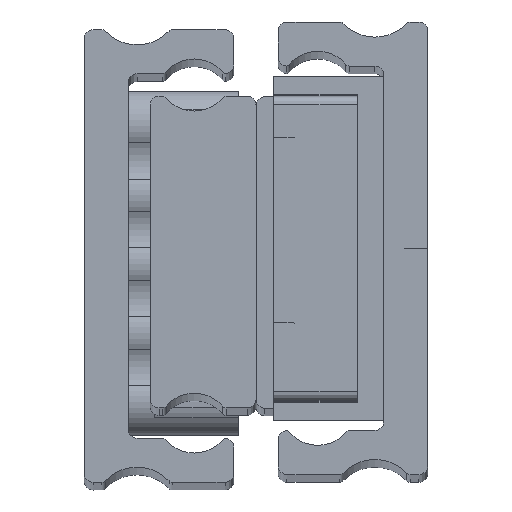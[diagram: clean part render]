
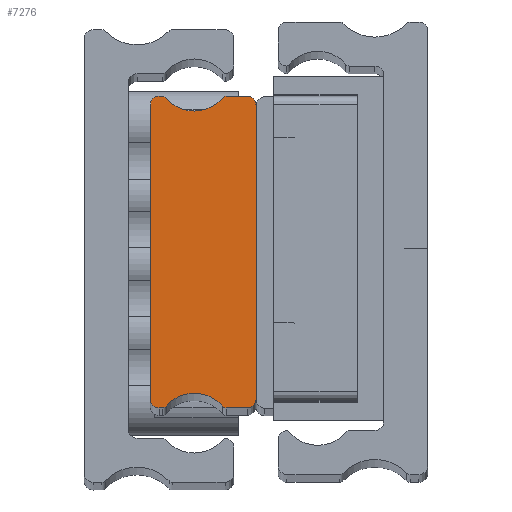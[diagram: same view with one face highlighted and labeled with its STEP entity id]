
A CAD part, top view. The second image highlights one B-rep face of the part: STEP entity #7276.
In plain terms, the highlighted planar face has unit normal (0, 0, 1).
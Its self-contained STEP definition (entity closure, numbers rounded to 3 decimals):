
#33 = EDGE_CURVE ( 'NONE', #3742, #5946, #3310, .T. ) ;
#79 = VERTEX_POINT ( 'NONE', #2340 ) ;
#137 = CARTESIAN_POINT ( 'NONE',  ( -12., 16.687, 0. ) ) ;
#142 = DIRECTION ( 'NONE',  ( 0., 0., 1. ) ) ;
#212 = AXIS2_PLACEMENT_3D ( 'NONE', #6268, #6226, #372 ) ;
#234 = DIRECTION ( 'NONE',  ( 0., 0., 1. ) ) ;
#281 = CIRCLE ( 'NONE', #3331, 1. ) ;
#318 = EDGE_CURVE ( 'NONE', #2654, #3742, #5510, .T. ) ;
#319 = ORIENTED_EDGE ( 'NONE', *, *, #5184, .T. ) ;
#370 = CIRCLE ( 'NONE', #5753, 0.5 ) ;
#372 = DIRECTION ( 'NONE',  ( 1., 0., 0. ) ) ;
#384 = EDGE_CURVE ( 'NONE', #3376, #4288, #6807, .T. ) ;
#748 = CIRCLE ( 'NONE', #1732, 1. ) ;
#780 = EDGE_CURVE ( 'NONE', #6863, #6695, #2527, .T. ) ;
#840 = EDGE_CURVE ( 'NONE', #1887, #3376, #7060, .T. ) ;
#862 = AXIS2_PLACEMENT_3D ( 'NONE', #4610, #5754, #2842 ) ;
#940 = VERTEX_POINT ( 'NONE', #2980 ) ;
#986 = CARTESIAN_POINT ( 'NONE',  ( -10.603, 17.187, 0. ) ) ;
#994 = ORIENTED_EDGE ( 'NONE', *, *, #6944, .T. ) ;
#997 = DIRECTION ( 'NONE',  ( 1., 0., 0. ) ) ;
#1028 = CARTESIAN_POINT ( 'NONE',  ( -11., -17.687, 0. ) ) ;
#1067 = VERTEX_POINT ( 'NONE', #137 ) ;
#1158 = DIRECTION ( 'NONE',  ( 0., 1., 0. ) ) ;
#1309 = CARTESIAN_POINT ( 'NONE',  ( -11., -16.688, 0. ) ) ;
#1327 = EDGE_CURVE ( 'NONE', #5811, #5182, #6444, .T. ) ;
#1449 = ORIENTED_EDGE ( 'NONE', *, *, #33, .T. ) ;
#1527 = DIRECTION ( 'NONE',  ( 0., 0., -1. ) ) ;
#1528 = DIRECTION ( 'NONE',  ( 0., 0., 1. ) ) ;
#1616 = EDGE_CURVE ( 'NONE', #6695, #1887, #6446, .T. ) ;
#1732 = AXIS2_PLACEMENT_3D ( 'NONE', #6361, #7392, #6211 ) ;
#1745 = CARTESIAN_POINT ( 'NONE',  ( -3.808, 17.473, 0. ) ) ;
#1799 = DIRECTION ( 'NONE',  ( 1., 0., 0. ) ) ;
#1887 = VERTEX_POINT ( 'NONE', #1937 ) ;
#1937 = CARTESIAN_POINT ( 'NONE',  ( -3.808, -17.473, 0. ) ) ;
#2084 = EDGE_CURVE ( 'NONE', #5182, #6863, #5011, .T. ) ;
#2085 = CARTESIAN_POINT ( 'NONE',  ( -3.397, -17.187, 0. ) ) ;
#2127 = DIRECTION ( 'NONE',  ( 1., 0., 0. ) ) ;
#2194 = AXIS2_PLACEMENT_3D ( 'NONE', #6555, #234, #2555 ) ;
#2200 = DIRECTION ( 'NONE',  ( 1., 0., 0. ) ) ;
#2220 = CARTESIAN_POINT ( 'NONE',  ( -11., -17.687, 0. ) ) ;
#2222 = CARTESIAN_POINT ( 'NONE',  ( -12., 16.687, 0. ) ) ;
#2232 = VECTOR ( 'NONE', #5962, 1000. ) ;
#2287 = ORIENTED_EDGE ( 'NONE', *, *, #6395, .T. ) ;
#2339 = ORIENTED_EDGE ( 'NONE', *, *, #318, .T. ) ;
#2340 = CARTESIAN_POINT ( 'NONE',  ( -1., 17.688, 0. ) ) ;
#2378 = DIRECTION ( 'NONE',  ( 0., 0., 1. ) ) ;
#2470 = DIRECTION ( 'NONE',  ( 1., 0., 0. ) ) ;
#2489 = VERTEX_POINT ( 'NONE', #4776 ) ;
#2527 = CIRCLE ( 'NONE', #212, 0.5 ) ;
#2555 = DIRECTION ( 'NONE',  ( 1., 0., 0. ) ) ;
#2654 = VERTEX_POINT ( 'NONE', #7513 ) ;
#2842 = DIRECTION ( 'NONE',  ( 1., 0., 0. ) ) ;
#2874 = CARTESIAN_POINT ( 'NONE',  ( -1., -16.687, 0. ) ) ;
#2980 = CARTESIAN_POINT ( 'NONE',  ( -10.603, 17.687, 0. ) ) ;
#3029 = ORIENTED_EDGE ( 'NONE', *, *, #2084, .T. ) ;
#3060 = PLANE ( 'NONE',  #6053 ) ;
#3169 = ORIENTED_EDGE ( 'NONE', *, *, #1327, .T. ) ;
#3184 = EDGE_CURVE ( 'NONE', #5946, #940, #370, .T. ) ;
#3235 = AXIS2_PLACEMENT_3D ( 'NONE', #5749, #1528, #997 ) ;
#3244 = LINE ( 'NONE', #6829, #6248 ) ;
#3310 = CIRCLE ( 'NONE', #862, 4.22 ) ;
#3331 = AXIS2_PLACEMENT_3D ( 'NONE', #2874, #7012, #1799 ) ;
#3343 = LINE ( 'NONE', #4728, #6040 ) ;
#3369 = CARTESIAN_POINT ( 'NONE',  ( -3.397, -17.688, 0. ) ) ;
#3376 = VERTEX_POINT ( 'NONE', #6464 ) ;
#3389 = CARTESIAN_POINT ( 'NONE',  ( 0., 16.687, 0. ) ) ;
#3551 = DIRECTION ( 'NONE',  ( 1., 0., 0. ) ) ;
#3599 = VERTEX_POINT ( 'NONE', #3389 ) ;
#3722 = EDGE_CURVE ( 'NONE', #79, #2654, #3244, .T. ) ;
#3742 = VERTEX_POINT ( 'NONE', #1745 ) ;
#3758 = AXIS2_PLACEMENT_3D ( 'NONE', #2085, #5812, #3551 ) ;
#3813 = DIRECTION ( 'NONE',  ( -1., 0., 0. ) ) ;
#3891 = ORIENTED_EDGE ( 'NONE', *, *, #4344, .T. ) ;
#3971 = DIRECTION ( 'NONE',  ( 0., 0., 1. ) ) ;
#3978 = ORIENTED_EDGE ( 'NONE', *, *, #384, .T. ) ;
#3981 = CARTESIAN_POINT ( 'NONE',  ( -11., 17.687, 0. ) ) ;
#4161 = VECTOR ( 'NONE', #4573, 1000. ) ;
#4288 = VERTEX_POINT ( 'NONE', #7468 ) ;
#4344 = EDGE_CURVE ( 'NONE', #1067, #5811, #5141, .T. ) ;
#4443 = CARTESIAN_POINT ( 'NONE',  ( -7., -20.232, 0. ) ) ;
#4537 = DIRECTION ( 'NONE',  ( 1., 0., 0. ) ) ;
#4573 = DIRECTION ( 'NONE',  ( 0., -1., 0. ) ) ;
#4610 = CARTESIAN_POINT ( 'NONE',  ( -7., 20.232, 0. ) ) ;
#4667 = ORIENTED_EDGE ( 'NONE', *, *, #5794, .T. ) ;
#4728 = CARTESIAN_POINT ( 'NONE',  ( 0., -16.687, 0. ) ) ;
#4776 = CARTESIAN_POINT ( 'NONE',  ( 0., -16.687, 0. ) ) ;
#5011 = LINE ( 'NONE', #1028, #6201 ) ;
#5141 = LINE ( 'NONE', #2222, #4161 ) ;
#5160 = ORIENTED_EDGE ( 'NONE', *, *, #3184, .T. ) ;
#5182 = VERTEX_POINT ( 'NONE', #2220 ) ;
#5184 = EDGE_CURVE ( 'NONE', #6919, #1067, #748, .T. ) ;
#5281 = VECTOR ( 'NONE', #6845, 1000. ) ;
#5424 = LINE ( 'NONE', #7213, #2232 ) ;
#5510 = CIRCLE ( 'NONE', #2194, 0.5 ) ;
#5548 = ORIENTED_EDGE ( 'NONE', *, *, #3722, .T. ) ;
#5674 = DIRECTION ( 'NONE',  ( 1., 0., 0. ) ) ;
#5718 = AXIS2_PLACEMENT_3D ( 'NONE', #4443, #1527, #5674 ) ;
#5749 = CARTESIAN_POINT ( 'NONE',  ( -1., 16.687, 0. ) ) ;
#5753 = AXIS2_PLACEMENT_3D ( 'NONE', #986, #3971, #2127 ) ;
#5754 = DIRECTION ( 'NONE',  ( 0., 0., -1. ) ) ;
#5794 = EDGE_CURVE ( 'NONE', #4288, #2489, #281, .T. ) ;
#5811 = VERTEX_POINT ( 'NONE', #6472 ) ;
#5812 = DIRECTION ( 'NONE',  ( 0., 0., 1. ) ) ;
#5872 = CARTESIAN_POINT ( 'NONE',  ( -10.192, -17.473, 0. ) ) ;
#5946 = VERTEX_POINT ( 'NONE', #7261 ) ;
#5962 = DIRECTION ( 'NONE',  ( -1., 0., 0. ) ) ;
#5969 = FACE_OUTER_BOUND ( 'NONE', #7139, .T. ) ;
#6040 = VECTOR ( 'NONE', #1158, 1000. ) ;
#6053 = AXIS2_PLACEMENT_3D ( 'NONE', #6577, #142, #2470 ) ;
#6189 = AXIS2_PLACEMENT_3D ( 'NONE', #1309, #2378, #4537 ) ;
#6201 = VECTOR ( 'NONE', #2200, 1000. ) ;
#6211 = DIRECTION ( 'NONE',  ( 1., 0., 0. ) ) ;
#6226 = DIRECTION ( 'NONE',  ( 0., 0., 1. ) ) ;
#6248 = VECTOR ( 'NONE', #3813, 1000. ) ;
#6268 = CARTESIAN_POINT ( 'NONE',  ( -10.603, -17.187, 0. ) ) ;
#6361 = CARTESIAN_POINT ( 'NONE',  ( -11., 16.687, 0. ) ) ;
#6395 = EDGE_CURVE ( 'NONE', #940, #6919, #5424, .T. ) ;
#6444 = CIRCLE ( 'NONE', #6189, 1. ) ;
#6446 = CIRCLE ( 'NONE', #5718, 4.22 ) ;
#6464 = CARTESIAN_POINT ( 'NONE',  ( -3.397, -17.688, 0. ) ) ;
#6472 = CARTESIAN_POINT ( 'NONE',  ( -12., -16.688, 0. ) ) ;
#6525 = ORIENTED_EDGE ( 'NONE', *, *, #6570, .T. ) ;
#6555 = CARTESIAN_POINT ( 'NONE',  ( -3.397, 17.187, 0. ) ) ;
#6570 = EDGE_CURVE ( 'NONE', #2489, #3599, #3343, .T. ) ;
#6577 = CARTESIAN_POINT ( 'NONE',  ( -7., 20.232, 0. ) ) ;
#6695 = VERTEX_POINT ( 'NONE', #5872 ) ;
#6723 = ORIENTED_EDGE ( 'NONE', *, *, #1616, .T. ) ;
#6792 = ORIENTED_EDGE ( 'NONE', *, *, #780, .T. ) ;
#6807 = LINE ( 'NONE', #3369, #5281 ) ;
#6829 = CARTESIAN_POINT ( 'NONE',  ( -1., 17.687, 0. ) ) ;
#6845 = DIRECTION ( 'NONE',  ( 1., 0., 0. ) ) ;
#6850 = CARTESIAN_POINT ( 'NONE',  ( -10.603, -17.687, 0. ) ) ;
#6863 = VERTEX_POINT ( 'NONE', #6850 ) ;
#6919 = VERTEX_POINT ( 'NONE', #3981 ) ;
#6944 = EDGE_CURVE ( 'NONE', #3599, #79, #7023, .T. ) ;
#7012 = DIRECTION ( 'NONE',  ( 0., 0., 1. ) ) ;
#7023 = CIRCLE ( 'NONE', #3235, 1. ) ;
#7060 = CIRCLE ( 'NONE', #3758, 0.5 ) ;
#7139 = EDGE_LOOP ( 'NONE', ( #1449, #5160, #2287, #319, #3891, #3169, #3029, #6792, #6723, #7417, #3978, #4667, #6525, #994, #5548, #2339 ) ) ;
#7213 = CARTESIAN_POINT ( 'NONE',  ( -10.603, 17.688, 0. ) ) ;
#7261 = CARTESIAN_POINT ( 'NONE',  ( -10.192, 17.473, 0. ) ) ;
#7276 = ADVANCED_FACE ( 'NONE', ( #5969 ), #3060, .T. ) ;
#7392 = DIRECTION ( 'NONE',  ( 0., 0., 1. ) ) ;
#7417 = ORIENTED_EDGE ( 'NONE', *, *, #840, .T. ) ;
#7468 = CARTESIAN_POINT ( 'NONE',  ( -1., -17.688, 0. ) ) ;
#7513 = CARTESIAN_POINT ( 'NONE',  ( -3.397, 17.687, 0. ) ) ;
